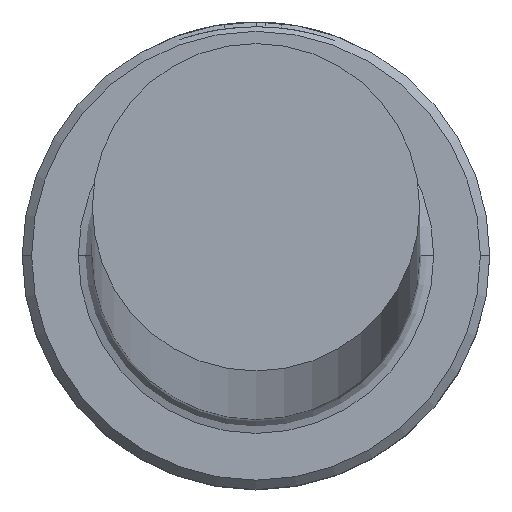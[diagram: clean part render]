
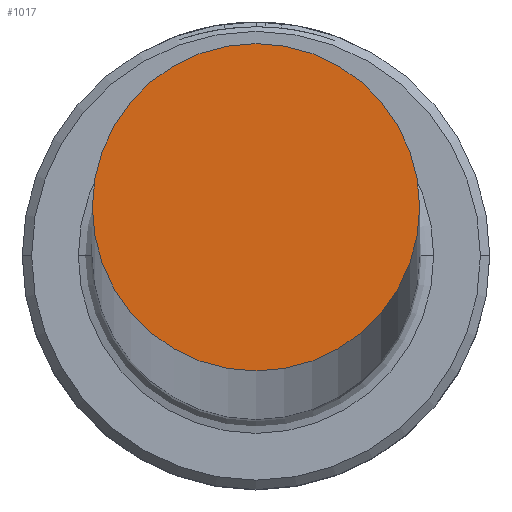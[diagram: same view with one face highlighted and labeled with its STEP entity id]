
A CAD part, top view. The second image highlights one B-rep face of the part: STEP entity #1017.
In plain terms, the highlighted planar face has unit normal (0, 0, 1).
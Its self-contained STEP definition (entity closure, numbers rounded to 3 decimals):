
#55 = DIRECTION ( 'NONE',  ( 0., 0., 1. ) ) ;
#202 = CARTESIAN_POINT ( 'NONE',  ( 0., 0., 600. ) ) ;
#280 = PLANE ( 'NONE',  #323 ) ;
#323 = AXIS2_PLACEMENT_3D ( 'NONE', #202, #543, #921 ) ;
#332 = CARTESIAN_POINT ( 'NONE',  ( 0., 0., 600. ) ) ;
#400 = ORIENTED_EDGE ( 'NONE', *, *, #522, .T. ) ;
#420 = DIRECTION ( 'NONE',  ( 1., 0., 0. ) ) ;
#436 = CIRCLE ( 'NONE', #906, 3.5 ) ;
#465 = VERTEX_POINT ( 'NONE', #857 ) ;
#515 = CIRCLE ( 'NONE', #530, 3.5 ) ;
#522 = EDGE_CURVE ( 'NONE', #465, #704, #515, .T. ) ;
#530 = AXIS2_PLACEMENT_3D ( 'NONE', #593, #55, #686 ) ;
#543 = DIRECTION ( 'NONE',  ( 0., 0., 1. ) ) ;
#593 = CARTESIAN_POINT ( 'NONE',  ( 0., 0., 600. ) ) ;
#616 = EDGE_CURVE ( 'NONE', #704, #465, #436, .T. ) ;
#633 = FACE_OUTER_BOUND ( 'NONE', #772, .T. ) ;
#686 = DIRECTION ( 'NONE',  ( 1., 0., 0. ) ) ;
#704 = VERTEX_POINT ( 'NONE', #905 ) ;
#772 = EDGE_LOOP ( 'NONE', ( #400, #1003 ) ) ;
#857 = CARTESIAN_POINT ( 'NONE',  ( -3.5, 0., 600. ) ) ;
#905 = CARTESIAN_POINT ( 'NONE',  ( 3.5, 0., 600. ) ) ;
#906 = AXIS2_PLACEMENT_3D ( 'NONE', #332, #972, #420 ) ;
#921 = DIRECTION ( 'NONE',  ( 1., 0., 0. ) ) ;
#972 = DIRECTION ( 'NONE',  ( 0., 0., 1. ) ) ;
#1003 = ORIENTED_EDGE ( 'NONE', *, *, #616, .T. ) ;
#1017 = ADVANCED_FACE ( 'NONE', ( #633 ), #280, .T. ) ;
